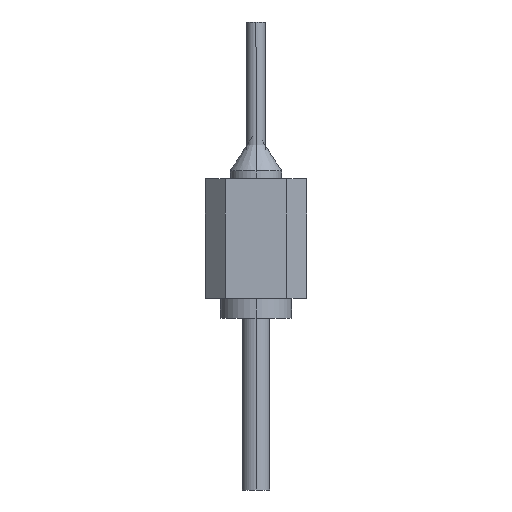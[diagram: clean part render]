
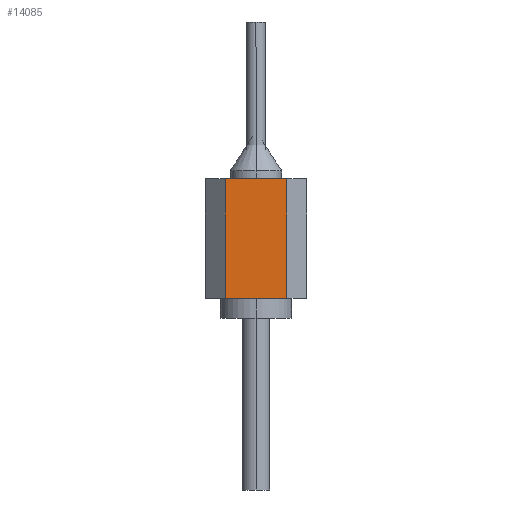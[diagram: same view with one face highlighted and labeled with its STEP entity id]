
A CAD part, left-side view. The second image highlights one B-rep face of the part: STEP entity #14085.
In plain terms, the highlighted planar face has unit normal (-1, 0, 0).
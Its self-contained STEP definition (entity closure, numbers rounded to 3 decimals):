
#13843=CARTESIAN_POINT('',(-1.27,0.77,3.5));
#13844=VERTEX_POINT('',#13843);
#13861=CARTESIAN_POINT('',(-1.27,0.77,0.5));
#13862=VERTEX_POINT('',#13861);
#13869=CARTESIAN_POINT('',(-1.27,0.77,0.5));
#13870=DIRECTION('',(0.0,0.0,1.0));
#13871=VECTOR('',#13870,3.);
#13872=LINE('',#13869,#13871);
#13873=EDGE_CURVE('',#13862,#13844,#13872,.T.);
#14038=CARTESIAN_POINT('',(-1.27,-0.77,3.5));
#14039=VERTEX_POINT('',#14038);
#14046=CARTESIAN_POINT('',(-1.27,-0.77,0.5));
#14047=VERTEX_POINT('',#14046);
#14048=CARTESIAN_POINT('',(-1.27,-0.77,0.5));
#14049=DIRECTION('',(0.0,0.0,1.0));
#14050=VECTOR('',#14049,3.0);
#14051=LINE('',#14048,#14050);
#14052=EDGE_CURVE('',#14047,#14039,#14051,.T.);
#14064=CARTESIAN_POINT('',(-1.27,-0.77,0.5));
#14065=DIRECTION('',(-1.0,0.0,0.0));
#14066=DIRECTION('',(0.0,0.0,-1.0));
#14067=AXIS2_PLACEMENT_3D('',#14064,#14065,#14066);
#14068=PLANE('',#14067);
#14069=CARTESIAN_POINT('',(-1.27,-0.77,3.5));
#14070=DIRECTION('',(0.0,1.0,0.0));
#14071=VECTOR('',#14070,1.54);
#14072=LINE('',#14069,#14071);
#14073=EDGE_CURVE('',#14039,#13844,#14072,.T.);
#14074=ORIENTED_EDGE('',*,*,#14073,.T.);
#14075=ORIENTED_EDGE('',*,*,#13873,.F.);
#14076=CARTESIAN_POINT('',(-1.27,0.77,0.5));
#14077=DIRECTION('',(0.0,-1.0,0.0));
#14078=VECTOR('',#14077,1.54);
#14079=LINE('',#14076,#14078);
#14080=EDGE_CURVE('',#13862,#14047,#14079,.T.);
#14081=ORIENTED_EDGE('',*,*,#14080,.T.);
#14082=ORIENTED_EDGE('',*,*,#14052,.T.);
#14083=EDGE_LOOP('',(#14074,#14075,#14081,#14082));
#14084=FACE_OUTER_BOUND('',#14083,.T.);
#14085=ADVANCED_FACE('',(#14084),#14068,.T.);
